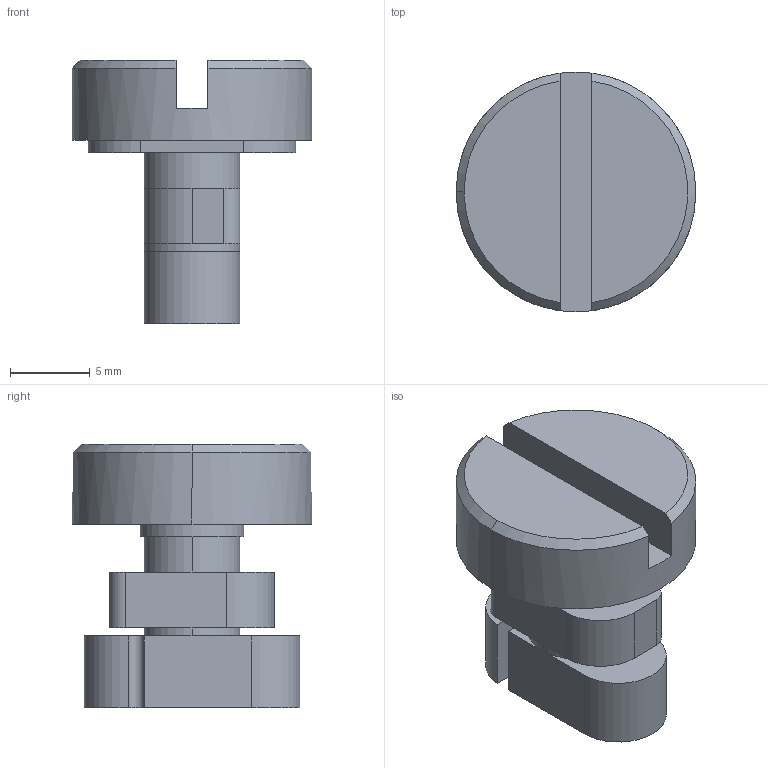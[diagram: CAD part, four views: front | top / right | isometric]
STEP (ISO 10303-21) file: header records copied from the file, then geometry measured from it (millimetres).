
FILE_DESCRIPTION (( 'STEP AP203' ), '1' );
FILE_NAME ('412146920_c_1.STEP', '2022-07-17T14:36:22', ( '' ), ( '' ), 'SwSTEP 2.0', 'SolidWorks 2014', '' );
FILE_SCHEMA (( 'CONFIG_CONTROL_DESIGN' ));
Length unit declared in the file: millimetre
Products named in the file (1): 412146920_c_1
Bounding box: 15 x 15 x 16.5 mm (x, y, z)
Volume: 1430.3 mm3; surface area: 1171.7 mm2
Topology: 1 solids, 1 shells, 47 faces, 116 edges, 73 vertices
Faces by surface type: plane 26, cylinder 18, cone 3
Entity records: 1470 total; most frequent: DIRECTION 251, CARTESIAN_POINT 249, ORIENTED_EDGE 232, EDGE_CURVE 116, AXIS2_PLACEMENT_3D 91, VERTEX_POINT 73, VECTOR 69, LINE 69
